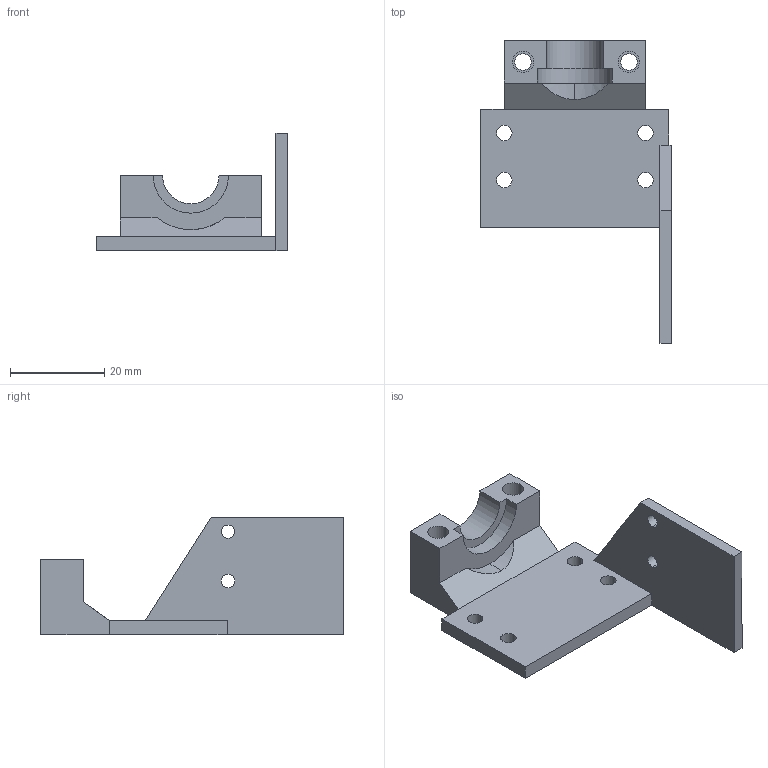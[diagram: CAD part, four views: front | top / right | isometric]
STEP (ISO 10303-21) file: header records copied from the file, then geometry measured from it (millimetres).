
FILE_DESCRIPTION (( 'STEP AP214' ), '1' );
FILE_NAME ('V6_ad_2_down.STEP', '2025-03-05T01:12:53', ( '' ), ( '' ), 'SwSTEP 2.0', 'SolidWorks 2024', '' );
FILE_SCHEMA (( 'AUTOMOTIVE_DESIGN' ));
Length unit declared in the file: millimetre
Products named in the file (1): V6_ad_2_down
Bounding box: 40.5 x 64.3 x 25 mm (x, y, z)
Volume: 9026.3 mm3; surface area: 6620 mm2
Topology: 1 solids, 1 shells, 47 faces, 126 edges, 83 vertices
Faces by surface type: cylinder 24, plane 23
Entity records: 1537 total; most frequent: DIRECTION 266, CARTESIAN_POINT 263, ORIENTED_EDGE 252, EDGE_CURVE 126, AXIS2_PLACEMENT_3D 94, VERTEX_POINT 83, LINE 78, VECTOR 78
